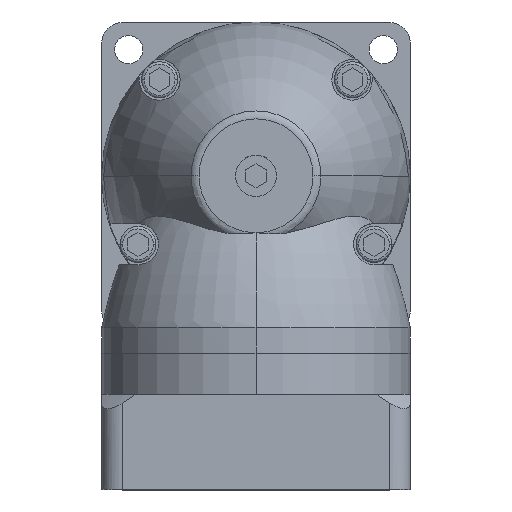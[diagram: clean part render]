
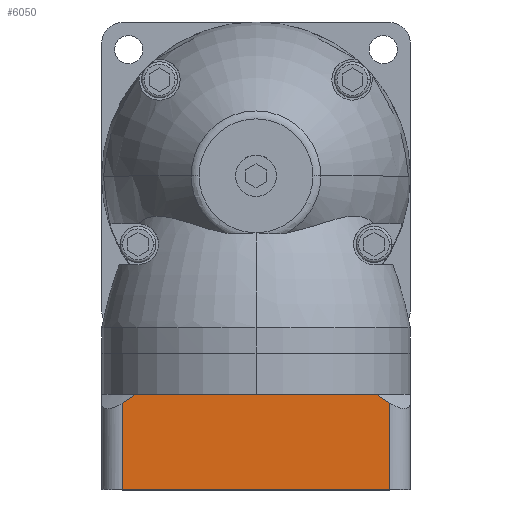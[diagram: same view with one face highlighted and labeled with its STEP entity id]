
A CAD part, top view. The second image highlights one B-rep face of the part: STEP entity #6050.
In plain terms, the highlighted planar face has unit normal (0, 0, 1).
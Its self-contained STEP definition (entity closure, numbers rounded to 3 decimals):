
#123 = LINE ( 'NONE', #1155, #5168 ) ;
#178 = CARTESIAN_POINT ( 'NONE',  ( -26., -44.199, 30. ) ) ;
#252 = CARTESIAN_POINT ( 'NONE',  ( -26., -44.199, 30. ) ) ;
#977 = LINE ( 'NONE', #6065, #4023 ) ;
#978 = CARTESIAN_POINT ( 'NONE',  ( -26., -61., 30. ) ) ;
#1155 = CARTESIAN_POINT ( 'NONE',  ( -26., -42.5, 30. ) ) ;
#1194 = ORIENTED_EDGE ( 'NONE', *, *, #7249, .F. ) ;
#1373 = CARTESIAN_POINT ( 'NONE',  ( -26., -61., 30. ) ) ;
#1719 = CARTESIAN_POINT ( 'NONE',  ( 24.224, -43.052, 30. ) ) ;
#1966 = DIRECTION ( 'NONE',  ( -1., 0., 0. ) ) ;
#2000 = VERTEX_POINT ( 'NONE', #9255 ) ;
#2033 = ORIENTED_EDGE ( 'NONE', *, *, #5841, .T. ) ;
#2039 = LINE ( 'NONE', #6371, #3006 ) ;
#2085 = ORIENTED_EDGE ( 'NONE', *, *, #3793, .T. ) ;
#2133 = CARTESIAN_POINT ( 'NONE',  ( 26., -44.199, 30. ) ) ;
#2136 = VECTOR ( 'NONE', #2430, 1000. ) ;
#2402 = B_SPLINE_CURVE_WITH_KNOTS ( 'NONE', 3,
 ( #3469, #1719, #11438, #8827 ),
 .UNSPECIFIED., .F., .F.,
 ( 4, 4 ),
 ( 0.094, 0.097 ),
 .UNSPECIFIED. ) ;
#2430 = DIRECTION ( 'NONE',  ( 0., 1., 0. ) ) ;
#2687 = CARTESIAN_POINT ( 'NONE',  ( 23.324, -42.5, 30. ) ) ;
#3006 = VECTOR ( 'NONE', #9903, 1000. ) ;
#3010 = ORIENTED_EDGE ( 'NONE', *, *, #6606, .F. ) ;
#3121 = PLANE ( 'NONE',  #10908 ) ;
#3311 = LINE ( 'NONE', #6816, #2136 ) ;
#3469 = CARTESIAN_POINT ( 'NONE',  ( 23.324, -42.5, 30. ) ) ;
#3784 = CARTESIAN_POINT ( 'NONE',  ( -24.224, -43.053, 30. ) ) ;
#3793 = EDGE_CURVE ( 'NONE', #10944, #9351, #977, .T. ) ;
#3888 = CARTESIAN_POINT ( 'NONE',  ( 26., -61., 30. ) ) ;
#4023 = VECTOR ( 'NONE', #10631, 1000. ) ;
#5168 = VECTOR ( 'NONE', #1966, 1000. ) ;
#5190 = B_SPLINE_CURVE_WITH_KNOTS ( 'NONE', 3,
 ( #252, #10774, #3784, #8216 ),
 .UNSPECIFIED., .F., .F.,
 ( 4, 4 ),
 ( 0.041, 0.044 ),
 .UNSPECIFIED. ) ;
#5356 = EDGE_LOOP ( 'NONE', ( #3010, #11092, #6754, #2085, #1194, #2033 ) ) ;
#5544 = EDGE_CURVE ( 'NONE', #10944, #8361, #2039, .T. ) ;
#5658 = FACE_OUTER_BOUND ( 'NONE', #5356, .T. ) ;
#5805 = VERTEX_POINT ( 'NONE', #178 ) ;
#5841 = EDGE_CURVE ( 'NONE', #10049, #2000, #123, .T. ) ;
#6050 = ADVANCED_FACE ( 'NONE', ( #5658 ), #3121, .F. ) ;
#6065 = CARTESIAN_POINT ( 'NONE',  ( 26., -61., 30. ) ) ;
#6371 = CARTESIAN_POINT ( 'NONE',  ( -26., -61., 30. ) ) ;
#6606 = EDGE_CURVE ( 'NONE', #5805, #2000, #5190, .T. ) ;
#6634 = DIRECTION ( 'NONE',  ( 0., 0., -1. ) ) ;
#6746 = EDGE_CURVE ( 'NONE', #8361, #5805, #3311, .T. ) ;
#6754 = ORIENTED_EDGE ( 'NONE', *, *, #5544, .F. ) ;
#6816 = CARTESIAN_POINT ( 'NONE',  ( -26., -61., 30. ) ) ;
#7249 = EDGE_CURVE ( 'NONE', #10049, #9351, #2402, .T. ) ;
#8216 = CARTESIAN_POINT ( 'NONE',  ( -23.324, -42.5, 30. ) ) ;
#8361 = VERTEX_POINT ( 'NONE', #978 ) ;
#8827 = CARTESIAN_POINT ( 'NONE',  ( 26., -44.199, 30. ) ) ;
#9255 = CARTESIAN_POINT ( 'NONE',  ( -23.324, -42.5, 30. ) ) ;
#9351 = VERTEX_POINT ( 'NONE', #2133 ) ;
#9903 = DIRECTION ( 'NONE',  ( -1., 0., 0. ) ) ;
#10049 = VERTEX_POINT ( 'NONE', #2687 ) ;
#10164 = DIRECTION ( 'NONE',  ( 0., 1., 0. ) ) ;
#10631 = DIRECTION ( 'NONE',  ( 0., 1., 0. ) ) ;
#10774 = CARTESIAN_POINT ( 'NONE',  ( -25.116, -43.62, 30. ) ) ;
#10908 = AXIS2_PLACEMENT_3D ( 'NONE', #1373, #6634, #10164 ) ;
#10944 = VERTEX_POINT ( 'NONE', #3888 ) ;
#11092 = ORIENTED_EDGE ( 'NONE', *, *, #6746, .F. ) ;
#11438 = CARTESIAN_POINT ( 'NONE',  ( 25.117, -43.62, 30. ) ) ;
